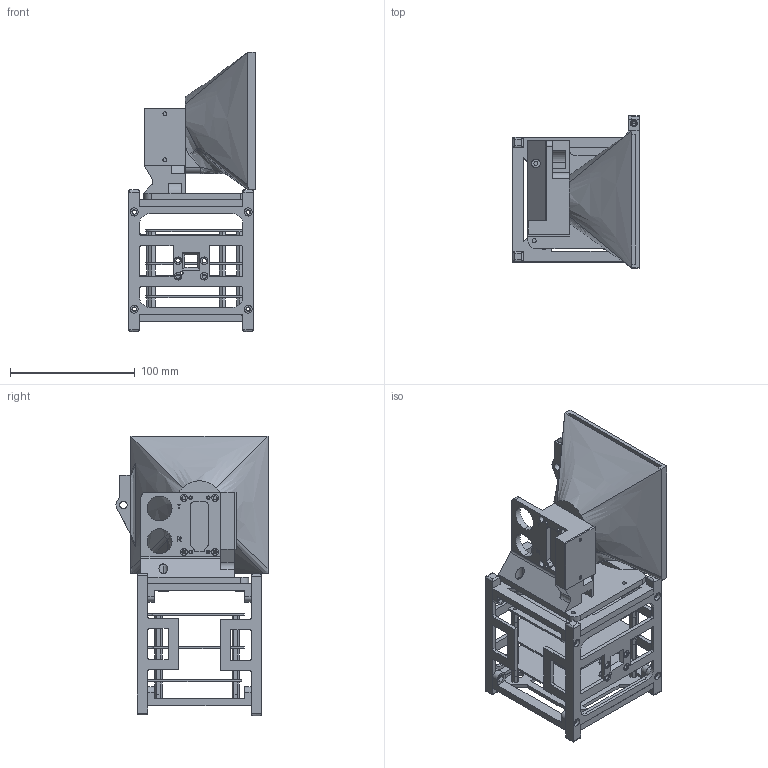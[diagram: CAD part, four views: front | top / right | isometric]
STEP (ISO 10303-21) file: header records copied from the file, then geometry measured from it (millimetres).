
FILE_DESCRIPTION (( 'STEP AP203' ), '1' );
FILE_NAME ('AMSAT_Relay_Assy.STEP', '2024-04-27T13:59:08', ( '' ), ( '' ), 'SwSTEP 2.0', 'SolidWorks 2023', '' );
FILE_SCHEMA (( 'CONFIG_CONTROL_DESIGN' ));
Length unit declared in the file: millimetre
Products named in the file (18): 2.5mm_Standoffs_15mm; Optical_Sensor_Tray; 2.5mm_Standoffs_6 mm; cubesatsim-battery-1.2; CubeSatSim_Frame_Top_Custom; cubesatsim-STEM-1.2; CubeSatSim_Frame_TopBottom; AMSAT_Relay_Assy; 2.5mm_Standoffs; Part3^AMSAT_BUS_ASSY; cubesatsim-main-1.2; CubeSatSim_Frame_Side_wCamera; Optical Sensor; Optic_Assembly_Fresnel_Square; Optic_Tube_fresnel_square; LINDA_Board; CubeSatSim_Frame_Side; 2.5mm_Standoff
Assembly tree (36 placements, depth 3):
  AMSAT_Relay_Assy
    cubesatsim-main-1.2
    2.5mm_Standoffs_15mm  x8
    2.5mm_Standoffs  x8
    cubesatsim-battery-1.2
    cubesatsim-STEM-1.2
    2.5mm_Standoff  x4
    2.5mm_Standoffs_6 mm  x4
    CubeSatSim_Frame_Top_Custom
    CubeSatSim_Frame_TopBottom
    CubeSatSim_Frame_Side
    CubeSatSim_Frame_Side_wCamera
    Optic_Assembly_Fresnel_Square
      Optical_Sensor_Tray
      Optical Sensor
      Optic_Tube_fresnel_square
      LINDA_Board
  Part3^AMSAT_BUS_ASSY
Bounding box: 101.36 x 122 x 224.06 mm (x, y, z)
Volume: 366501.9 mm3; surface area: 211665.2 mm2
Topology: 55 solids, 55 shells, 1157 faces, 2976 edges, 1963 vertices
Faces by surface type: plane 682, cylinder 438, bspline 35, sphere 2
Entity records: 32680 total; most frequent: CARTESIAN_POINT 7199, ORIENTED_EDGE 4780, DIRECTION 4750, EDGE_CURVE 2390, LINE 1604, VECTOR 1604, VERTEX_POINT 1575, AXIS2_PLACEMENT_3D 1573
